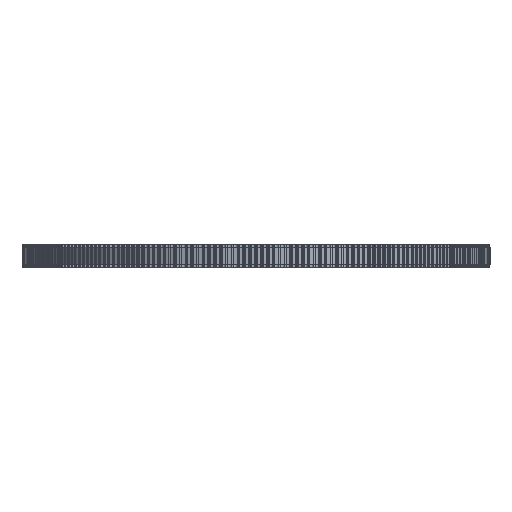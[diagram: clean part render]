
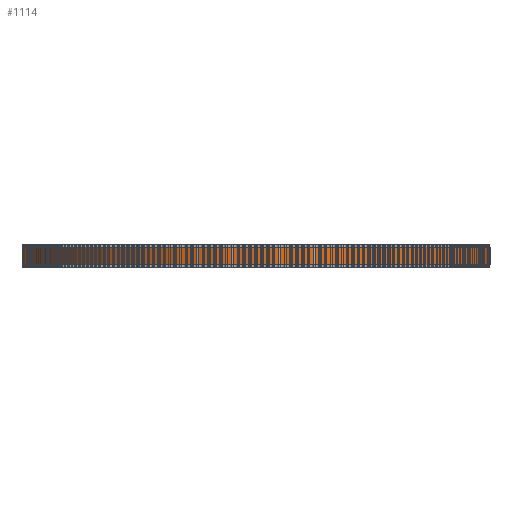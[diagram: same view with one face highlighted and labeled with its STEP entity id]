
A CAD part, front view. The second image highlights one B-rep face of the part: STEP entity #1114.
In plain terms, the highlighted cylindrical face has radius 78.941 mm (diameter 157.882 mm), a full revolution.
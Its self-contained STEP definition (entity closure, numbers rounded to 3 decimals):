
#97=FACE_BOUND('',#4096,.T.);
#98=FACE_BOUND('',#4097,.T.);
#1114=ADVANCED_FACE('',(#97,#98),#2107,.T.);
#2107=CYLINDRICAL_SURFACE('',#21967,78.941);
#4096=EDGE_LOOP('',(#12034));
#4097=EDGE_LOOP('',(#12035));
#12034=ORIENTED_EDGE('',*,*,#16998,.T.);
#12035=ORIENTED_EDGE('',*,*,#16999,.T.);
#14020=VERTEX_POINT('',#34880);
#14021=VERTEX_POINT('',#34882);
#16998=EDGE_CURVE('',#14020,#14020,#18984,.T.);
#16999=EDGE_CURVE('',#14021,#14021,#18985,.T.);
#18984=CIRCLE('',#21965,78.941);
#18985=CIRCLE('',#21966,78.941);
#21965=AXIS2_PLACEMENT_3D('',#34879,#28918,#28919);
#21966=AXIS2_PLACEMENT_3D('',#34881,#28920,#28921);
#21967=AXIS2_PLACEMENT_3D('',#34883,#28922,#28923);
#28918=DIRECTION('',(0.,0.,1.));
#28919=DIRECTION('',(1.,0.,0.));
#28920=DIRECTION('',(0.,0.,-1.));
#28921=DIRECTION('',(1.,0.,0.));
#28922=DIRECTION('',(0.,0.,1.));
#28923=DIRECTION('',(1.,0.,0.));
#34879=CARTESIAN_POINT('',(0.,0.,1.));
#34880=CARTESIAN_POINT('',(78.941,0.,1.));
#34881=CARTESIAN_POINT('',(0.,0.,7.));
#34882=CARTESIAN_POINT('',(78.941,0.,7.));
#34883=CARTESIAN_POINT('',(0.,0.,1.));
